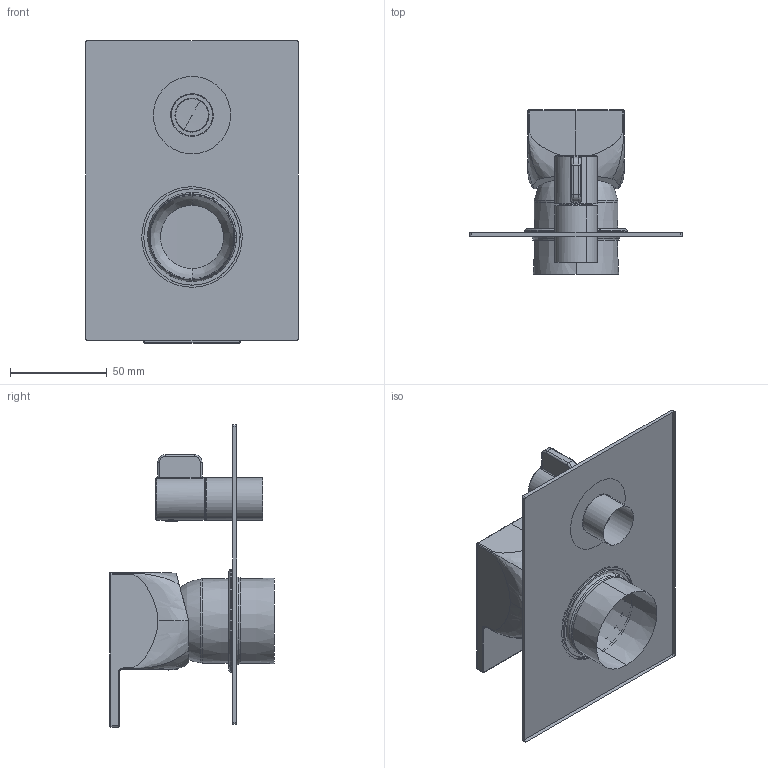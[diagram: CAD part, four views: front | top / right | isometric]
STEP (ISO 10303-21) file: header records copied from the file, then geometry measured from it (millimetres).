
FILE_DESCRIPTION(('CATIA V5 STEP Exchange','CAx-IF Rec.Pracs.--- Model Styling and Organization---1.5--- 2016-08-15','CAx-IF Rec.Pracs.---Supplemental Geometry---1.0---2011-11-01','CAx-IF Rec.Pracs.--- Composite Materials ---3.4---2017-06-13','CAx-IF Rec.Pracs.---Tessellated 3D Geometry---1.0---2015-12-17'),'2;1');
FILE_NAME('RI002300.stp','2023-01-27T07:39:11+00:00',('none'),('none'),'CATIA Version 5-6 Release 2020 SP2','CATIA V5 STEP AP242 v2','none');
FILE_SCHEMA(('AP242_MANAGED_MODEL_BASED_3D_ENGINEERING_MIM_LF {1 0 10303 442 1 1 4}'));
Length unit declared in the file: millimetre
Products named in the file (1): RI002300_AllCATPart
Bounding box: 110 x 85.18 x 156.5 mm (x, y, z)
Volume: 166.4 mm3; surface area: 45214.1 mm2
Topology: 2 solids, 136 shells, 288 faces, 1108 edges, 955 vertices
Faces by surface type: bspline 84, cylinder 67, torus 66, plane 41, cone 14, extrusion 8, sphere 6, revolution 2
Entity records: 24965 total; most frequent: CARTESIAN_POINT 16948, ORIENTED_EDGE 1493, EDGE_CURVE 1099, DIRECTION 974, VERTEX_POINT 955, AXIS2_PLACEMENT_3D 583, CIRCLE 424, B_SPLINE_CURVE_WITH_KNOTS 399
